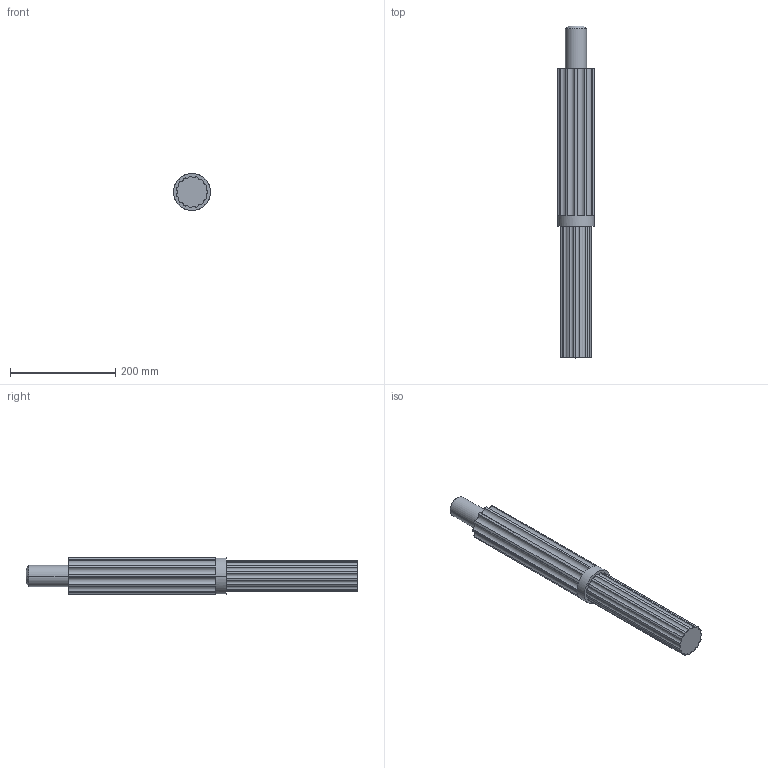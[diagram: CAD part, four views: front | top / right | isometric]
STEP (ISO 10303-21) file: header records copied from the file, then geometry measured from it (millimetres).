
FILE_DESCRIPTION(('produced by SPATIAL CORP'),'2;1');
FILE_NAME( 'main_shaft.prt.hh.sat.stp','2002-04-19T14:13:06+00:00',('SPATIAL CORP'),('SPATIAL CORP'), 'ACIS STEP Husk','http://www.spatial.com','SPATIAL CORP');
FILE_SCHEMA(('CONFIG_CONTROL_DESIGN'));
Length unit declared in the file: millimetre
Products named in the file (1): PRODUCT_ID_1
Bounding box: 70 x 630 x 70 mm (x, y, z)
Volume: 1743589 mm3; surface area: 147159 mm2
Topology: 1 solids, 1 shells, 65 faces, 181 edges, 120 vertices
Faces by surface type: cylinder 47, plane 16, cone 2
Entity records: 2229 total; most frequent: DIRECTION 425, CARTESIAN_POINT 363, ORIENTED_EDGE 362, AXIS2_PLACEMENT_3D 182, EDGE_CURVE 181, VERTEX_POINT 120, CIRCLE 118, EDGE_LOOP 67
